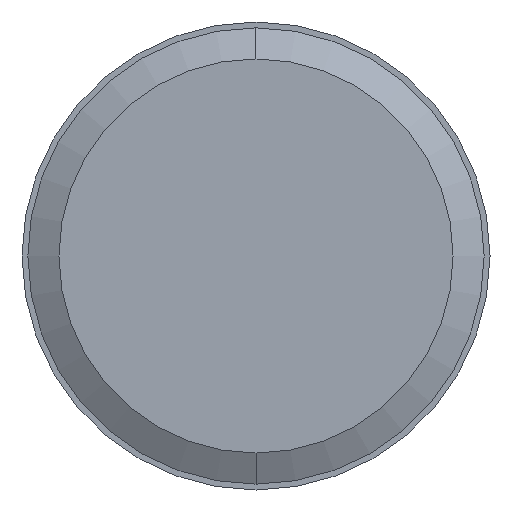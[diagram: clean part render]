
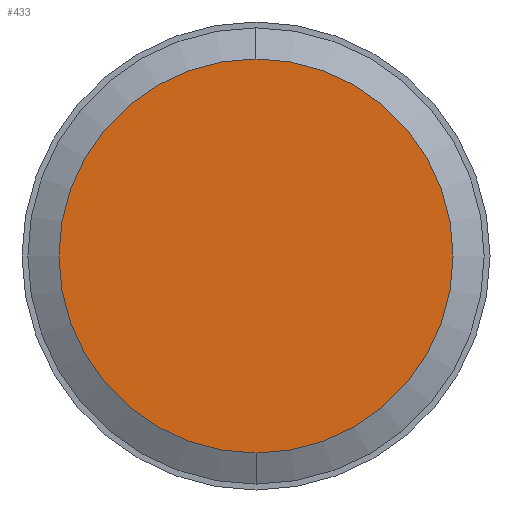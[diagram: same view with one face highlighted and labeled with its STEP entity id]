
A CAD part, left-side view. The second image highlights one B-rep face of the part: STEP entity #433.
In plain terms, the highlighted planar face has unit normal (-1, 0, 0).
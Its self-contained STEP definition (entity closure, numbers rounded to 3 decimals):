
#413=CARTESIAN_POINT('POINT21941',(-10.051,0.,
   12.));
#414=VERTEX_POINT('VERTEX21941',#413);
#415=CARTESIAN_POINT('POINT21942',(-10.051,0.
   ,-12.));
#416=VERTEX_POINT('VERTEX21942',#415);
#417=CARTESIAN_POINT('POS34414',(-10.051,0.,
   0.));
#418=DIRECTION('DIR51205',(1.,0.,0.));
#419=DIRECTION('DIR51206',(0.,0.,
   1.));
#420=AXIS2_PLACEMENT_3D('AXIS16792',#417,#418,#419);
#421=CIRCLE('ELLIPSE7832',#420,12.);
#422=EDGE_CURVE('EDGE33411',#414,#416,#421,.T.);
#423=ORIENTED_EDGE('COEDGE66807',*,*,#422,.F.);
#424=EDGE_CURVE('EDGE33412',#416,#414,#421,.T.);
#425=ORIENTED_EDGE('COEDGE66808',*,*,#424,.F.);
#426=EDGE_LOOP('NONE',(#423,#425));
#427=FACE_BOUND('LOOP1',#426,.T.);
#428=CARTESIAN_POINT('POS34415',(-10.051,0.,
   6.));
#429=DIRECTION('DIR51207',(-1.,0.,0.));
#430=DIRECTION('DIR51208',(0.,1.,0.));
#431=AXIS2_PLACEMENT_3D('AXIS16793',#428,#429,#430);
#432=PLANE('PLANE5800',#431);
#433=ADVANCED_FACE('FACE12735',(#427),#432,.T.);
